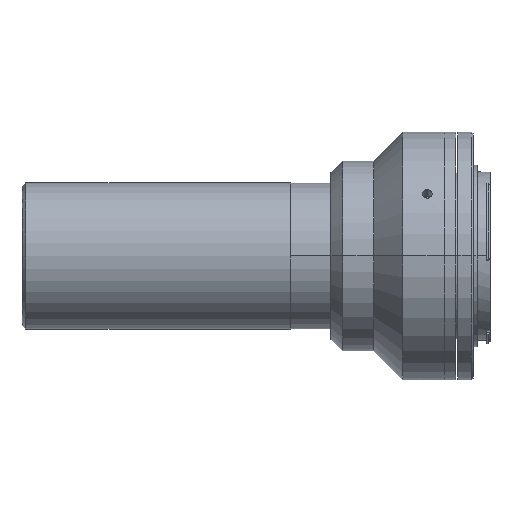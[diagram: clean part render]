
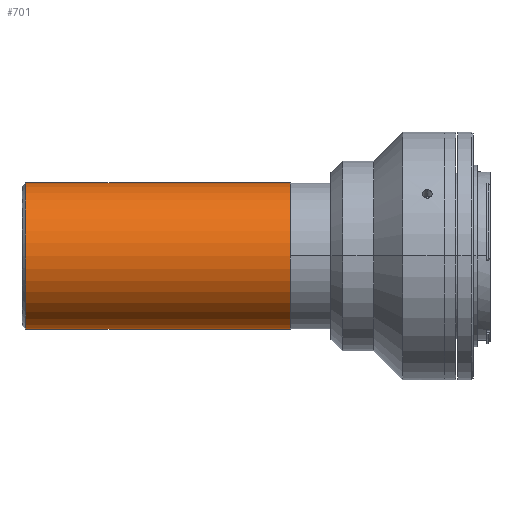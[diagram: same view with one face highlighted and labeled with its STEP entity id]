
A CAD part, top view. The second image highlights one B-rep face of the part: STEP entity #701.
In plain terms, the highlighted cylindrical face has radius 18.85 mm (diameter 37.7 mm), a partial arc.
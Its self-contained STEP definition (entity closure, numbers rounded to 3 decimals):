
#93 = CARTESIAN_POINT ( 'NONE',  ( -55.164, 18.85, 0. ) ) ;
#120 = CARTESIAN_POINT ( 'NONE',  ( 0., 0., 0. ) ) ;
#168 = DIRECTION ( 'NONE',  ( 0., -1., 0. ) ) ;
#234 = DIRECTION ( 'NONE',  ( 1., 0., 0. ) ) ;
#347 = CARTESIAN_POINT ( 'NONE',  ( -55.164, 0., 0. ) ) ;
#701 = ADVANCED_FACE ( 'NONE', ( #4865 ), #2801, .T. ) ;
#915 = AXIS2_PLACEMENT_3D ( 'NONE', #347, #4526, #950 ) ;
#950 = DIRECTION ( 'NONE',  ( 0., -1., 0. ) ) ;
#959 = VERTEX_POINT ( 'NONE', #6302 ) ;
#1026 = AXIS2_PLACEMENT_3D ( 'NONE', #1437, #5543, #2048 ) ;
#1124 = LINE ( 'NONE', #1460, #1318 ) ;
#1318 = VECTOR ( 'NONE', #6118, 1000. ) ;
#1437 = CARTESIAN_POINT ( 'NONE',  ( 13.1, 0., 0. ) ) ;
#1460 = CARTESIAN_POINT ( 'NONE',  ( 0., 18.85, 0. ) ) ;
#2048 = DIRECTION ( 'NONE',  ( 0., -1., 0. ) ) ;
#2311 = ORIENTED_EDGE ( 'NONE', *, *, #5478, .F. ) ;
#2801 = CYLINDRICAL_SURFACE ( 'NONE', #5697, 18.85 ) ;
#2823 = VERTEX_POINT ( 'NONE', #7163 ) ;
#2846 = ORIENTED_EDGE ( 'NONE', *, *, #6652, .T. ) ;
#2946 = VECTOR ( 'NONE', #5363, 1000. ) ;
#3614 = CIRCLE ( 'NONE', #915, 18.85 ) ;
#3707 = CARTESIAN_POINT ( 'NONE',  ( 0., -18.85, 0. ) ) ;
#4025 = VERTEX_POINT ( 'NONE', #93 ) ;
#4486 = LINE ( 'NONE', #3707, #2946 ) ;
#4526 = DIRECTION ( 'NONE',  ( 1., 0., 0. ) ) ;
#4604 = ORIENTED_EDGE ( 'NONE', *, *, #5195, .T. ) ;
#4865 = FACE_OUTER_BOUND ( 'NONE', #7300, .T. ) ;
#5195 = EDGE_CURVE ( 'NONE', #959, #2823, #4486, .T. ) ;
#5237 = VERTEX_POINT ( 'NONE', #6604 ) ;
#5363 = DIRECTION ( 'NONE',  ( 1., 0., 0. ) ) ;
#5478 = EDGE_CURVE ( 'NONE', #4025, #5237, #1124, .T. ) ;
#5543 = DIRECTION ( 'NONE',  ( 1., 0., 0. ) ) ;
#5697 = AXIS2_PLACEMENT_3D ( 'NONE', #120, #234, #168 ) ;
#6118 = DIRECTION ( 'NONE',  ( 1., 0., 0. ) ) ;
#6302 = CARTESIAN_POINT ( 'NONE',  ( -55.164, -18.85, 0. ) ) ;
#6427 = CIRCLE ( 'NONE', #1026, 18.85 ) ;
#6584 = EDGE_CURVE ( 'NONE', #5237, #2823, #6427, .T. ) ;
#6602 = ORIENTED_EDGE ( 'NONE', *, *, #6584, .F. ) ;
#6604 = CARTESIAN_POINT ( 'NONE',  ( 13.1, 18.85, 0. ) ) ;
#6652 = EDGE_CURVE ( 'NONE', #4025, #959, #3614, .T. ) ;
#7163 = CARTESIAN_POINT ( 'NONE',  ( 13.1, -18.85, 0. ) ) ;
#7300 = EDGE_LOOP ( 'NONE', ( #2311, #2846, #4604, #6602 ) ) ;
